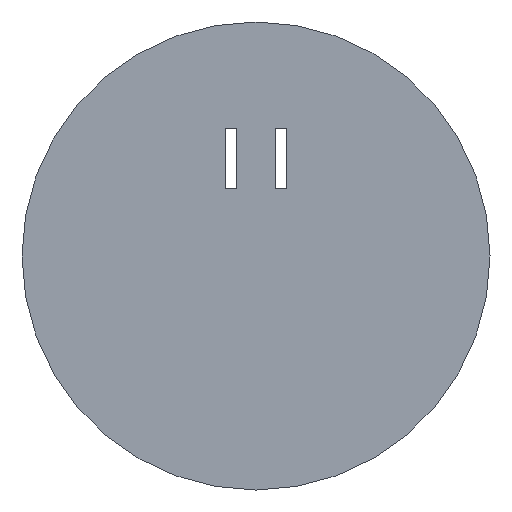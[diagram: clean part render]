
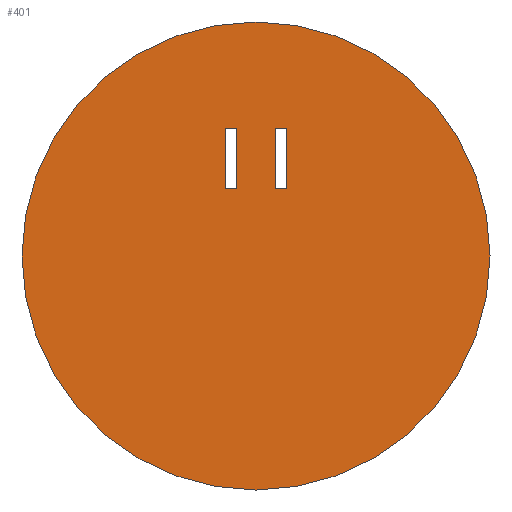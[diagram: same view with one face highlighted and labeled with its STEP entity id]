
A CAD part, front view. The second image highlights one B-rep face of the part: STEP entity #401.
In plain terms, the highlighted planar face has unit normal (0, -1, 0).
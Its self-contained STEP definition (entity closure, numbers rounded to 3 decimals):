
#21=FACE_BOUND('',#93,.T.);
#22=FACE_BOUND('',#94,.T.);
#40=PLANE('',#448);
#63=FACE_OUTER_BOUND('',#92,.T.);
#92=EDGE_LOOP('',(#365));
#93=EDGE_LOOP('',(#366,#367,#368,#369));
#94=EDGE_LOOP('',(#370,#371,#372,#373));
#102=LINE('',#591,#143);
#105=LINE('',#597,#146);
#109=LINE('',#606,#150);
#112=LINE('',#611,#153);
#113=LINE('',#612,#154);
#116=LINE('',#618,#157);
#119=LINE('',#623,#160);
#121=LINE('',#625,#162);
#143=VECTOR('',#484,10.);
#146=VECTOR('',#489,10.);
#150=VECTOR('',#495,10.);
#153=VECTOR('',#500,10.);
#154=VECTOR('',#501,10.);
#157=VECTOR('',#506,10.);
#160=VECTOR('',#511,10.);
#162=VECTOR('',#513,10.);
#178=CIRCLE('',#418,24.);
#188=VERTEX_POINT('',#562);
#197=VERTEX_POINT('',#589);
#198=VERTEX_POINT('',#590);
#199=VERTEX_POINT('',#595);
#200=VERTEX_POINT('',#596);
#203=VERTEX_POINT('',#604);
#204=VERTEX_POINT('',#605);
#205=VERTEX_POINT('',#610);
#207=VERTEX_POINT('',#617);
#223=EDGE_CURVE('',#188,#188,#178,.T.);
#234=EDGE_CURVE('',#197,#198,#102,.T.);
#237=EDGE_CURVE('',#199,#200,#105,.T.);
#241=EDGE_CURVE('',#203,#204,#109,.T.);
#244=EDGE_CURVE('',#204,#205,#112,.T.);
#245=EDGE_CURVE('',#200,#197,#113,.T.);
#248=EDGE_CURVE('',#205,#207,#116,.T.);
#251=EDGE_CURVE('',#207,#203,#119,.T.);
#253=EDGE_CURVE('',#198,#199,#121,.T.);
#365=ORIENTED_EDGE('',*,*,#223,.T.);
#366=ORIENTED_EDGE('',*,*,#253,.T.);
#367=ORIENTED_EDGE('',*,*,#237,.T.);
#368=ORIENTED_EDGE('',*,*,#245,.T.);
#369=ORIENTED_EDGE('',*,*,#234,.T.);
#370=ORIENTED_EDGE('',*,*,#248,.T.);
#371=ORIENTED_EDGE('',*,*,#251,.T.);
#372=ORIENTED_EDGE('',*,*,#241,.T.);
#373=ORIENTED_EDGE('',*,*,#244,.T.);
#401=ADVANCED_FACE('',(#63,#21,#22),#40,.F.);
#418=AXIS2_PLACEMENT_3D('',#564,#456,#457);
#448=AXIS2_PLACEMENT_3D('',#666,#556,#557);
#456=DIRECTION('center_axis',(0.,-1.,0.));
#457=DIRECTION('ref_axis',(-1.,0.,0.));
#484=DIRECTION('',(0.,0.,-1.));
#489=DIRECTION('',(0.,0.,1.));
#495=DIRECTION('',(0.,0.,1.));
#500=DIRECTION('',(1.,0.,0.));
#501=DIRECTION('',(1.,0.,0.));
#506=DIRECTION('',(0.,0.,-1.));
#511=DIRECTION('',(-1.,0.,0.));
#513=DIRECTION('',(-1.,0.,0.));
#556=DIRECTION('center_axis',(0.,1.,0.));
#557=DIRECTION('ref_axis',(1.,0.,0.));
#562=CARTESIAN_POINT('',(24.,0.,0.));
#564=CARTESIAN_POINT('Origin',(0.,0.,0.));
#589=CARTESIAN_POINT('',(-2.,0.,13.1));
#590=CARTESIAN_POINT('',(-2.,0.,6.9));
#591=CARTESIAN_POINT('',(-2.,0.,3.45));
#595=CARTESIAN_POINT('',(-3.1,0.,6.9));
#596=CARTESIAN_POINT('',(-3.1,0.,13.1));
#597=CARTESIAN_POINT('',(-3.1,0.,6.55));
#604=CARTESIAN_POINT('',(2.,0.,6.9));
#605=CARTESIAN_POINT('',(2.,0.,13.1));
#606=CARTESIAN_POINT('',(2.,0.,6.55));
#610=CARTESIAN_POINT('',(3.1,0.,13.1));
#611=CARTESIAN_POINT('',(1.55,0.,13.1));
#612=CARTESIAN_POINT('',(-1.,0.,13.1));
#617=CARTESIAN_POINT('',(3.1,0.,6.9));
#618=CARTESIAN_POINT('',(3.1,0.,3.45));
#623=CARTESIAN_POINT('',(1.,0.,6.9));
#625=CARTESIAN_POINT('',(-1.55,0.,6.9));
#666=CARTESIAN_POINT('Origin',(0.,0.,0.));
